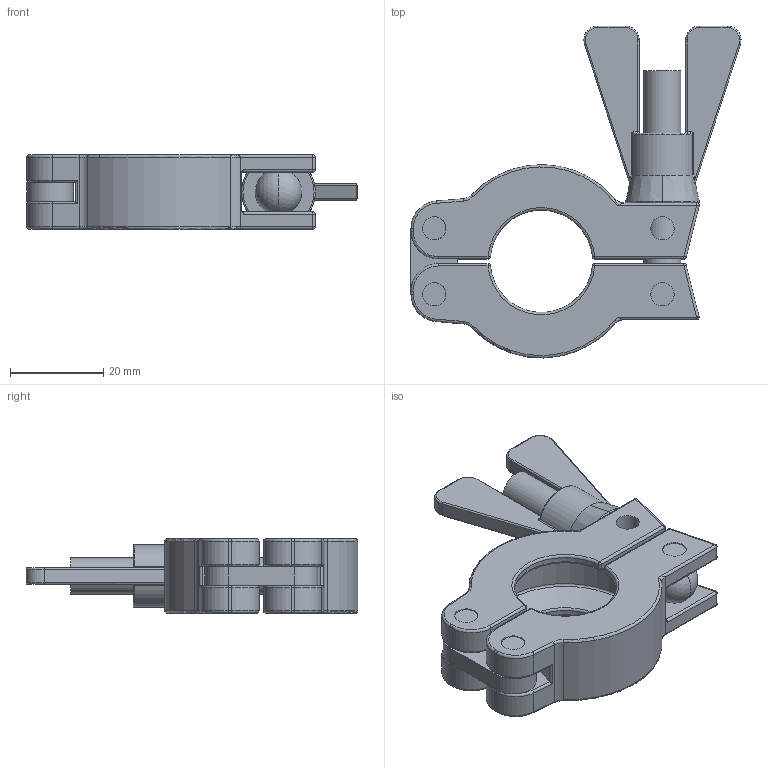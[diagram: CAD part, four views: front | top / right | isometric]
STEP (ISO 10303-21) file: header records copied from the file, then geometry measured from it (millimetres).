
FILE_DESCRIPTION (( 'STEP AP214' ), '1' );
FILE_NAME ('120BSR016.step', '2017-07-06T09:10:53', ( 'install' ), ( '' ), 'SwSTEP 2.0', 'SolidWorks 2015', '' );
FILE_SCHEMA (( 'AUTOMOTIVE_DESIGN' ));
Length unit declared in the file: millimetre
Products named in the file (1): 120BSR016
Bounding box: 70.87 x 71.26 x 16 mm (x, y, z)
Volume: 20303.2 mm3; surface area: 15020.6 mm2
Topology: 8 solids, 8 shells, 386 faces, 910 edges, 494 vertices
Faces by surface type: cylinder 166, torus 67, plane 61, sphere 46, bspline 38, cone 8
Entity records: 16005 total; most frequent: CARTESIAN_POINT 3149, DIRECTION 1914, ORIENTED_EDGE 1720, EDGE_CURVE 860, AXIS2_PLACEMENT_3D 813, VERTEX_POINT 490, CIRCLE 464, EDGE_LOOP 410
